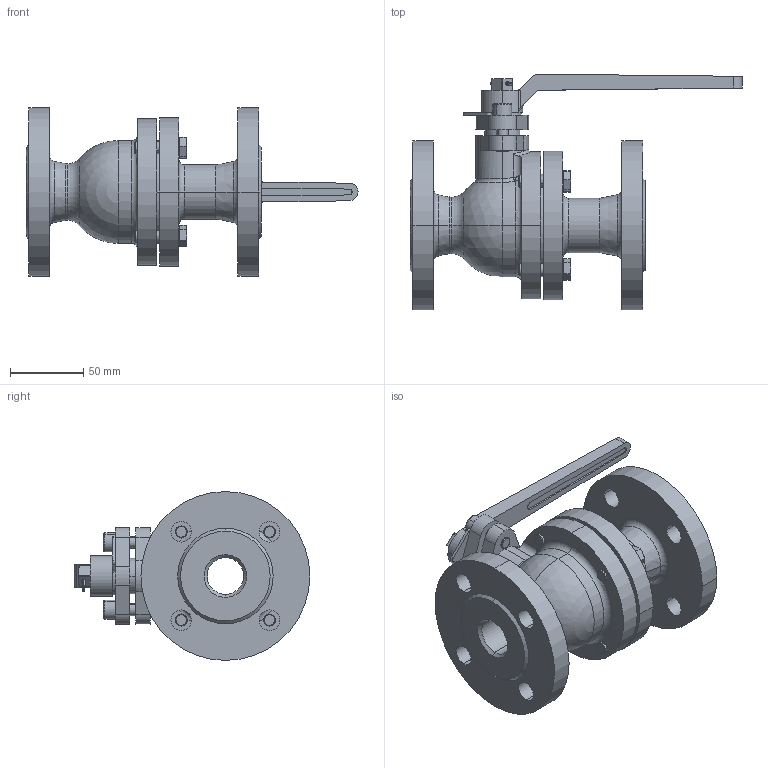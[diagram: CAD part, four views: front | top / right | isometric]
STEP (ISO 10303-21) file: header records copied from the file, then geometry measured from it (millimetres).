
FILE_DESCRIPTION (( 'STEP AP203' ), '1' );
FILE_NAME ('25蚾饜极.STEP', '2023-08-23T07:01:35', ( '' ), ( '' ), 'SwSTEP 2.0', 'SolidWorks 2021', '' );
FILE_SCHEMA (( 'CONFIG_CONTROL_DESIGN' ));
Length unit declared in the file: millimetre
Products named in the file (10): 25奻概极; hexagon head bolts-full thread gb_GB_FASTENER_BOLT_STBAB A M8X30-N; 20沓蹋揤裔; 25蚾饜极; hexagon socket head cap screws gb_GB_FASTENER_SCREWS_HSHCS M8X25-N; 20忒梟; 25概裝; 20隅弇輸; 种; 25狟概极
Assembly tree (13 placements, depth 2):
  25蚾饜极
    25狟概极
    25奻概极
    25概裝
    20沓蹋揤裔
    20隅弇輸
    20忒梟
    种
    hexagon head bolts-full thread gb_GB_FASTENER_BOLT_STBAB A M8X30-N  x4
    hexagon socket head cap screws gb_GB_FASTENER_SCREWS_HSHCS M8X25-N  x2
Bounding box: 226.04 x 160.48 x 115 mm (x, y, z)
Volume: 631215 mm3; surface area: 157824 mm2
Topology: 13 solids, 13 shells, 445 faces, 1102 edges, 693 vertices
Faces by surface type: plane 183, cylinder 156, cone 68, torus 26, bspline 8, sphere 4
Entity records: 12189 total; most frequent: CARTESIAN_POINT 2715, DIRECTION 1827, ORIENTED_EDGE 1692, EDGE_CURVE 846, AXIS2_PLACEMENT_3D 728, VERTEX_POINT 538, EDGE_LOOP 408, CIRCLE 381
